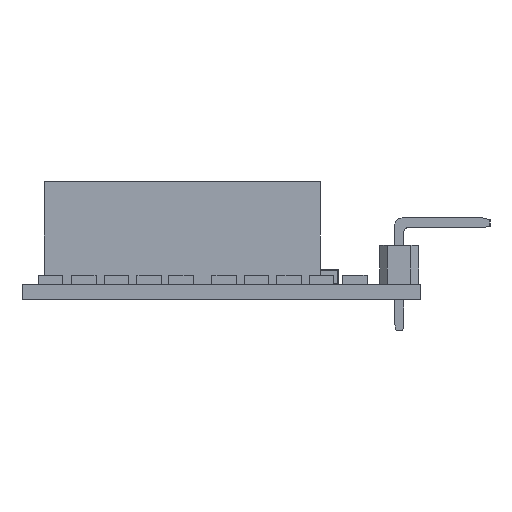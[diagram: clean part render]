
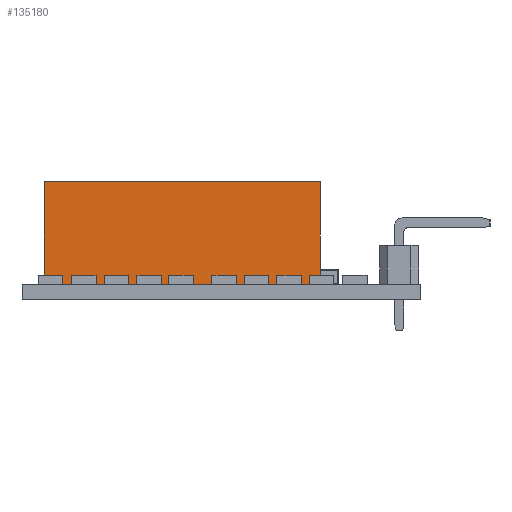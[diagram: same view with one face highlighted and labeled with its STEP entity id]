
A CAD part, left-side view. The second image highlights one B-rep face of the part: STEP entity #135180.
In plain terms, the highlighted planar face has unit normal (-1, 0, 0).
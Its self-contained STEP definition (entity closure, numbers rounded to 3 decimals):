
#134000=CARTESIAN_POINT('',(9.281,6.551,0.));
#134010=DIRECTION('',(0.,0.,1.));
#134020=VECTOR('',#134010,1.);
#134030=LINE('',#134000,#134020);
#134040=CARTESIAN_POINT('',(9.281,6.551,0.));
#134050=VERTEX_POINT('',#134040);
#134060=CARTESIAN_POINT('',(9.281,6.551,6.7));
#134070=VERTEX_POINT('',#134060);
#134080=EDGE_CURVE('',#134050,#134070,#134030,.T.);
#134760=CARTESIAN_POINT('',(9.281,24.551,6.7));
#134770=VERTEX_POINT('',#134760);
#134800=CARTESIAN_POINT('',(9.281,24.551,0.));
#134810=DIRECTION('',(0.,0.,1.));
#134820=VECTOR('',#134810,1.);
#134830=LINE('',#134800,#134820);
#134840=CARTESIAN_POINT('',(9.281,24.551,0.));
#134850=VERTEX_POINT('',#134840);
#134860=EDGE_CURVE('',#134850,#134770,#134830,.T.);
#134970=CARTESIAN_POINT('',(9.281,7.551,0.));
#134980=DIRECTION('',(-1.,0.,0.));
#134990=DIRECTION('',(0.,1.,0.));
#135000=AXIS2_PLACEMENT_3D('',#134970,#134980,#134990);
#135010=PLANE('',#135000);
#135020=ORIENTED_EDGE('',*,*,#134860,.F.);
#135030=CARTESIAN_POINT('',(9.281,7.551,6.7));
#135040=DIRECTION('',(0.,1.,0.));
#135050=VECTOR('',#135040,1.);
#135060=LINE('',#135030,#135050);
#135070=EDGE_CURVE('',#134070,#134770,#135060,.T.);
#135080=ORIENTED_EDGE('',*,*,#135070,.T.);
#135090=ORIENTED_EDGE('',*,*,#134080,.T.);
#135100=CARTESIAN_POINT('',(9.281,7.551,0.));
#135110=DIRECTION('',(0.,1.,0.));
#135120=VECTOR('',#135110,1.);
#135130=LINE('',#135100,#135120);
#135140=EDGE_CURVE('',#134050,#134850,#135130,.T.);
#135150=ORIENTED_EDGE('',*,*,#135140,.F.);
#135160=EDGE_LOOP('',(#135150,#135090,#135080,#135020));
#135170=FACE_OUTER_BOUND('',#135160,.T.);
#135180=ADVANCED_FACE('',(#135170),#135010,.T.);
